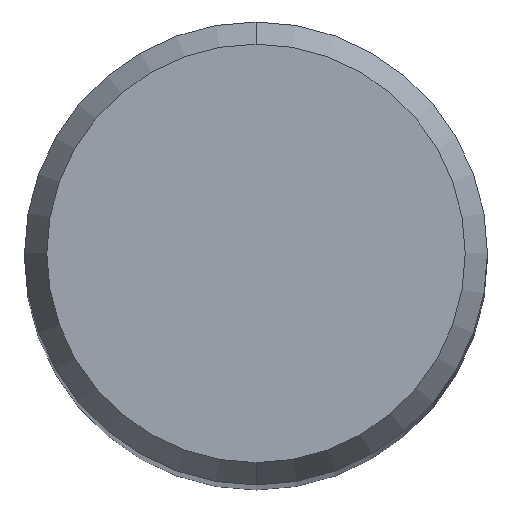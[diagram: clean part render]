
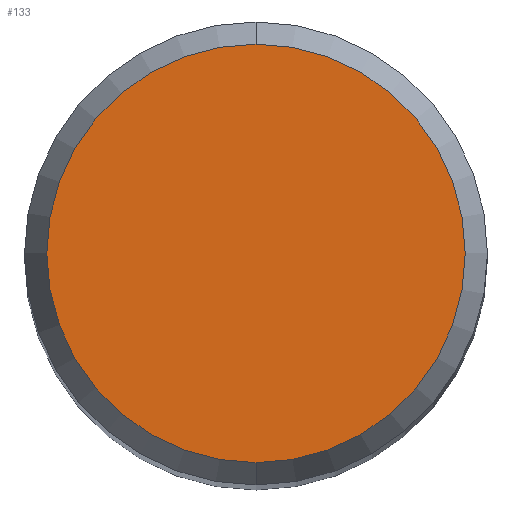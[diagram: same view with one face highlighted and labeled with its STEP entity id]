
A CAD part, top view. The second image highlights one B-rep face of the part: STEP entity #133.
In plain terms, the highlighted planar face has unit normal (0, 0, 1).
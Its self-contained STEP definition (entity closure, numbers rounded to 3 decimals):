
#121=EDGE_CURVE('',#165,#163,#275,.T.);
#133=ADVANCED_FACE('',(#291),#292,.T.);
#157=EDGE_CURVE('',#163,#165,#320,.T.);
#163=VERTEX_POINT('',#326);
#165=VERTEX_POINT('',#328);
#275=CIRCLE('',#447,2.158);
#291=FACE_OUTER_BOUND('',#463,.T.);
#292=PLANE('',#464);
#320=CIRCLE('',#497,2.158);
#326=CARTESIAN_POINT('',(0.0,2.158,0.));
#328=CARTESIAN_POINT('',(0.,-2.158,0.));
#447=AXIS2_PLACEMENT_3D('',#638,#639,#640);
#463=EDGE_LOOP('',(#674,#675));
#464=AXIS2_PLACEMENT_3D('',#676,#677,#678);
#497=AXIS2_PLACEMENT_3D('',#723,#724,#725);
#638=CARTESIAN_POINT('',(0.0,0.0,0.));
#639=DIRECTION('',(0.0,0.0,-1.0));
#640=DIRECTION('',(0.0,1.0,0.0));
#674=ORIENTED_EDGE('',*,*,#157,.F.);
#675=ORIENTED_EDGE('',*,*,#121,.F.);
#676=CARTESIAN_POINT('',(0.0,1.079,0.));
#677=DIRECTION('',(-0.0,0.0,1.0));
#678=DIRECTION('',(0.0,-1.0,0.0));
#723=CARTESIAN_POINT('',(0.0,0.0,0.));
#724=DIRECTION('',(0.0,0.0,-1.0));
#725=DIRECTION('',(0.0,1.0,0.0));
